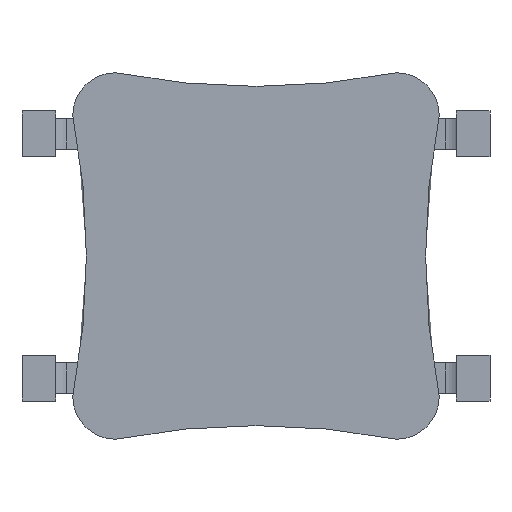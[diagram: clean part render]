
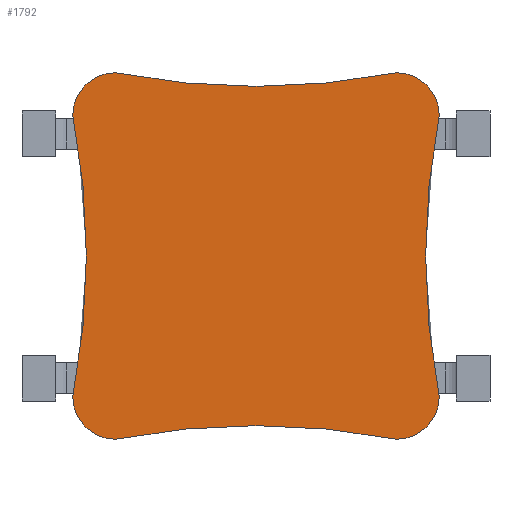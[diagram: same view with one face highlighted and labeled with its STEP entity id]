
A CAD part, front view. The second image highlights one B-rep face of the part: STEP entity #1792.
In plain terms, the highlighted planar face has unit normal (0, -1, 0).
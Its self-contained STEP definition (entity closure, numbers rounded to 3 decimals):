
#71=PLANE('',#2016);
#520=FACE_OUTER_BOUND('',#652,.T.);
#652=EDGE_LOOP('',(#1490,#1491,#1492,#1493,#1494,#1495,#1496,#1497));
#770=CIRCLE('',#1969,17.28);
#779=CIRCLE('',#1987,17.28);
#785=CIRCLE('',#1994,1.008);
#787=CIRCLE('',#1997,1.008);
#789=CIRCLE('',#2000,17.28);
#791=CIRCLE('',#2003,1.008);
#793=CIRCLE('',#2006,17.28);
#799=CIRCLE('',#2013,1.008);
#864=VERTEX_POINT('',#2839);
#865=VERTEX_POINT('',#2841);
#898=VERTEX_POINT('',#2925);
#899=VERTEX_POINT('',#2926);
#906=VERTEX_POINT('',#2947);
#908=VERTEX_POINT('',#2953);
#910=VERTEX_POINT('',#2959);
#912=VERTEX_POINT('',#2965);
#1059=EDGE_CURVE('',#864,#865,#770,.T.);
#1101=EDGE_CURVE('',#898,#899,#779,.T.);
#1111=EDGE_CURVE('',#865,#898,#785,.T.);
#1113=EDGE_CURVE('',#899,#906,#787,.T.);
#1116=EDGE_CURVE('',#906,#908,#789,.T.);
#1119=EDGE_CURVE('',#908,#910,#791,.T.);
#1122=EDGE_CURVE('',#910,#912,#793,.T.);
#1131=EDGE_CURVE('',#912,#864,#799,.T.);
#1490=ORIENTED_EDGE('',*,*,#1059,.F.);
#1491=ORIENTED_EDGE('',*,*,#1131,.F.);
#1492=ORIENTED_EDGE('',*,*,#1122,.F.);
#1493=ORIENTED_EDGE('',*,*,#1119,.F.);
#1494=ORIENTED_EDGE('',*,*,#1116,.F.);
#1495=ORIENTED_EDGE('',*,*,#1113,.F.);
#1496=ORIENTED_EDGE('',*,*,#1101,.F.);
#1497=ORIENTED_EDGE('',*,*,#1111,.F.);
#1792=ADVANCED_FACE('',(#520),#71,.T.);
#1969=AXIS2_PLACEMENT_3D('',#2842,#2311,#2312);
#1987=AXIS2_PLACEMENT_3D('',#2927,#2380,#2381);
#1994=AXIS2_PLACEMENT_3D('',#2944,#2398,#2399);
#1997=AXIS2_PLACEMENT_3D('',#2948,#2404,#2405);
#2000=AXIS2_PLACEMENT_3D('',#2954,#2411,#2412);
#2003=AXIS2_PLACEMENT_3D('',#2960,#2418,#2419);
#2006=AXIS2_PLACEMENT_3D('',#2966,#2425,#2426);
#2013=AXIS2_PLACEMENT_3D('',#2981,#2442,#2443);
#2016=AXIS2_PLACEMENT_3D('',#2984,#2448,#2449);
#2311=DIRECTION('center_axis',(0.,-1.,0.));
#2312=DIRECTION('ref_axis',(0.,0.,-1.));
#2380=DIRECTION('center_axis',(0.,-1.,0.));
#2381=DIRECTION('ref_axis',(0.,0.,-1.));
#2398=DIRECTION('center_axis',(0.,1.,0.));
#2399=DIRECTION('ref_axis',(0.,0.,1.));
#2404=DIRECTION('center_axis',(0.,1.,0.));
#2405=DIRECTION('ref_axis',(0.,0.,1.));
#2411=DIRECTION('center_axis',(0.,-1.,0.));
#2412=DIRECTION('ref_axis',(0.,0.,1.));
#2418=DIRECTION('center_axis',(0.,1.,0.));
#2419=DIRECTION('ref_axis',(0.,0.,1.));
#2425=DIRECTION('center_axis',(0.,-1.,0.));
#2426=DIRECTION('ref_axis',(0.,0.,-1.));
#2442=DIRECTION('center_axis',(0.,1.,0.));
#2443=DIRECTION('ref_axis',(0.,0.,-1.));
#2448=DIRECTION('center_axis',(0.,-1.,0.));
#2449=DIRECTION('ref_axis',(0.,0.,-1.));
#2839=CARTESIAN_POINT('',(-3.312,-0.82,4.39));
#2841=CARTESIAN_POINT('',(3.312,-0.82,4.39));
#2842=CARTESIAN_POINT('Origin',(0.,-0.82,21.35));
#2925=CARTESIAN_POINT('',(4.32,-0.82,3.382));
#2926=CARTESIAN_POINT('',(4.32,-0.82,-3.242));
#2927=CARTESIAN_POINT('Origin',(21.28,-0.82,0.07));
#2944=CARTESIAN_POINT('Origin',(3.312,-0.82,3.382));
#2947=CARTESIAN_POINT('',(3.312,-0.82,-4.25));
#2948=CARTESIAN_POINT('Origin',(3.312,-0.82,-3.242));
#2953=CARTESIAN_POINT('',(-3.312,-0.82,-4.25));
#2954=CARTESIAN_POINT('Origin',(0.,-0.82,-21.21));
#2959=CARTESIAN_POINT('',(-4.32,-0.82,-3.242));
#2960=CARTESIAN_POINT('Origin',(-3.312,-0.82,-3.242));
#2965=CARTESIAN_POINT('',(-4.32,-0.82,3.382));
#2966=CARTESIAN_POINT('Origin',(-21.28,-0.82,0.07));
#2981=CARTESIAN_POINT('Origin',(-3.312,-0.82,3.382));
#2984=CARTESIAN_POINT('Origin',(1.656,-0.82,12.366));
